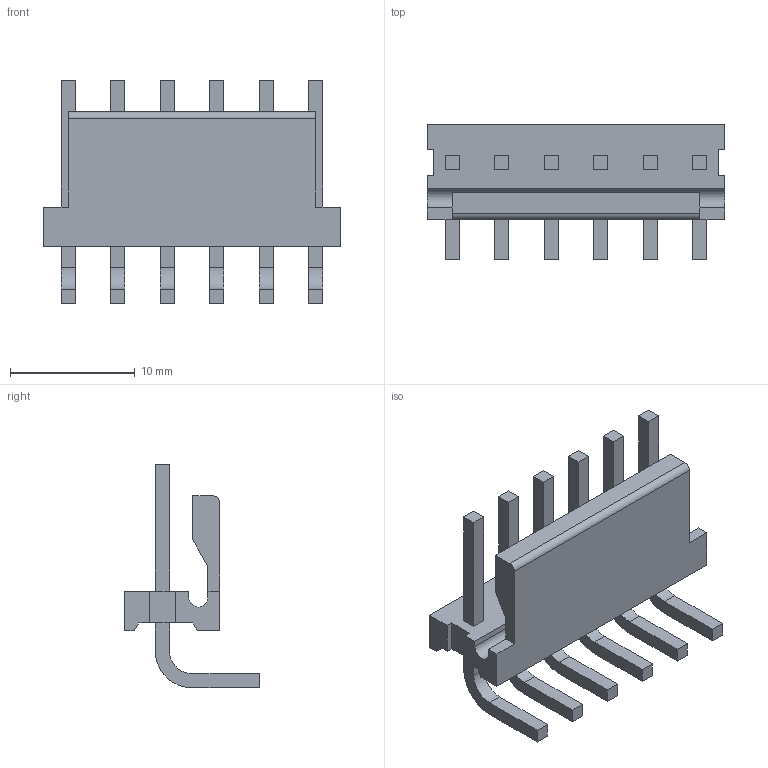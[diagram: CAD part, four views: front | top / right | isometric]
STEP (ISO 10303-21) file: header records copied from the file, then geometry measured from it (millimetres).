
FILE_DESCRIPTION(('STEP AP242'),'1');
FILE_NAME('640387-6.stp','2023-03-30T15:52:10',('TraceParts'),('TraceParts S.A.'),'Spatial InterOp 3D',' ',' ');
FILE_SCHEMA(('AP242_MANAGED_MODEL_BASED_3D_ENGINEERING_MIM_LF {1 0 10303 442 1 1 4}'));
Length unit declared in the file: millimetre
Products named in the file (1): 640387-6
Bounding box: 23.77 x 10.79 x 17.89 mm (x, y, z)
Volume: 879.8 mm3; surface area: 1559.7 mm2
Topology: 1 solids, 1 shells, 113 faces, 297 edges, 198 vertices
Faces by surface type: plane 99, cylinder 14
Entity records: 3454 total; most frequent: CARTESIAN_POINT 609, ORIENTED_EDGE 594, DIRECTION 553, EDGE_CURVE 297, LINE 269, VECTOR 269, VERTEX_POINT 198, AXIS2_PLACEMENT_3D 142
